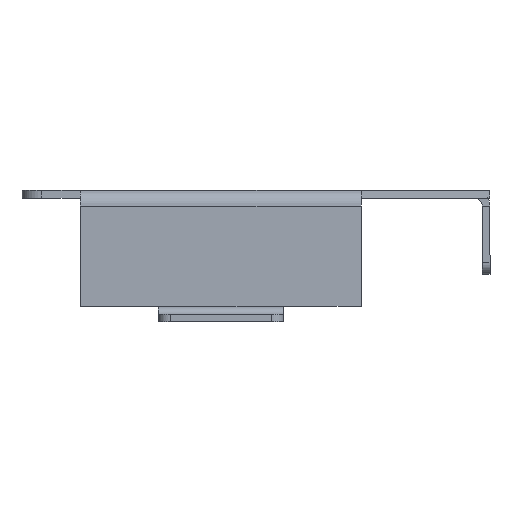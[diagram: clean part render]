
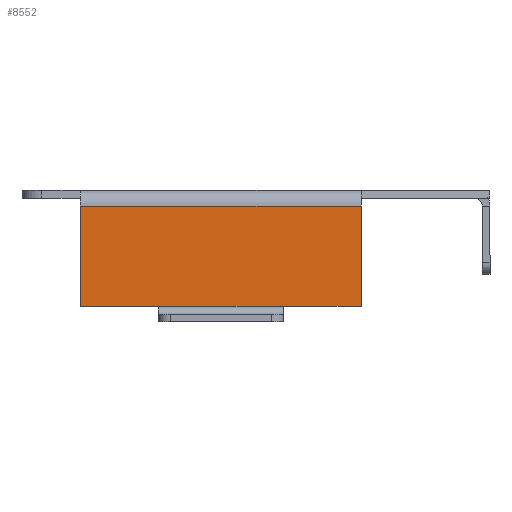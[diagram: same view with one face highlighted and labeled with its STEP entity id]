
A CAD part, left-side view. The second image highlights one B-rep face of the part: STEP entity #8552.
In plain terms, the highlighted planar face has unit normal (-1, 0, 0).
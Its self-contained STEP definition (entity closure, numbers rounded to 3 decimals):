
#36 = DIRECTION ( 'NONE',  ( 1., 0., 0. ) ) ;
#364 = LINE ( 'NONE', #5419, #4624 ) ;
#709 = LINE ( 'NONE', #14699, #10201 ) ;
#805 = ORIENTED_EDGE ( 'NONE', *, *, #4644, .T. ) ;
#901 = VERTEX_POINT ( 'NONE', #7131 ) ;
#1024 = PLANE ( 'NONE',  #14659 ) ;
#1028 = DIRECTION ( 'NONE',  ( 0., -1., 0. ) ) ;
#1957 = VECTOR ( 'NONE', #9452, 1000. ) ;
#2438 = FACE_OUTER_BOUND ( 'NONE', #4376, .T. ) ;
#3071 = ORIENTED_EDGE ( 'NONE', *, *, #8453, .T. ) ;
#3256 = ORIENTED_EDGE ( 'NONE', *, *, #9335, .T. ) ;
#3357 = LINE ( 'NONE', #14686, #7448 ) ;
#4120 = VERTEX_POINT ( 'NONE', #8437 ) ;
#4360 = CARTESIAN_POINT ( 'NONE',  ( -6.8, 1.6, -2.77 ) ) ;
#4376 = EDGE_LOOP ( 'NONE', ( #805, #6849, #9594, #3071, #13170, #3256 ) ) ;
#4447 = DIRECTION ( 'NONE',  ( 0., -1., 0. ) ) ;
#4548 = EDGE_CURVE ( 'NONE', #7517, #12466, #364, .T. ) ;
#4624 = VECTOR ( 'NONE', #13277, 1000. ) ;
#4644 = EDGE_CURVE ( 'NONE', #12481, #4120, #6061, .T. ) ;
#5358 = EDGE_CURVE ( 'NONE', #6374, #901, #10975, .T. ) ;
#5419 = CARTESIAN_POINT ( 'NONE',  ( -6.8, 3.6, -1.485 ) ) ;
#5919 = VECTOR ( 'NONE', #7391, 1000. ) ;
#6061 = LINE ( 'NONE', #13517, #5919 ) ;
#6374 = VERTEX_POINT ( 'NONE', #4360 ) ;
#6549 = EDGE_CURVE ( 'NONE', #12466, #4120, #3357, .T. ) ;
#6849 = ORIENTED_EDGE ( 'NONE', *, *, #6549, .F. ) ;
#7131 = CARTESIAN_POINT ( 'NONE',  ( -6.8, -1.6, -2.77 ) ) ;
#7204 = CARTESIAN_POINT ( 'NONE',  ( -6.8, -3.6, -2.77 ) ) ;
#7391 = DIRECTION ( 'NONE',  ( 0., 0., 1. ) ) ;
#7448 = VECTOR ( 'NONE', #4447, 1000. ) ;
#7517 = VERTEX_POINT ( 'NONE', #12633 ) ;
#7662 = CARTESIAN_POINT ( 'NONE',  ( -6.8, 5.1, 0. ) ) ;
#8250 = CARTESIAN_POINT ( 'NONE',  ( -6.8, 5.1, -2.77 ) ) ;
#8437 = CARTESIAN_POINT ( 'NONE',  ( -6.8, -3.6, -0.2 ) ) ;
#8453 = EDGE_CURVE ( 'NONE', #7517, #6374, #15514, .T. ) ;
#8552 = ADVANCED_FACE ( 'NONE', ( #2438 ), #1024, .F. ) ;
#8826 = VECTOR ( 'NONE', #1028, 1000. ) ;
#9291 = DIRECTION ( 'NONE',  ( 0., -1., 0. ) ) ;
#9335 = EDGE_CURVE ( 'NONE', #901, #12481, #709, .T. ) ;
#9452 = DIRECTION ( 'NONE',  ( 0., -1., 0. ) ) ;
#9594 = ORIENTED_EDGE ( 'NONE', *, *, #4548, .F. ) ;
#10201 = VECTOR ( 'NONE', #9291, 1000. ) ;
#10218 = DIRECTION ( 'NONE',  ( 0., 0., -1. ) ) ;
#10975 = LINE ( 'NONE', #12374, #8826 ) ;
#12374 = CARTESIAN_POINT ( 'NONE',  ( -6.8, 5.1, -2.77 ) ) ;
#12466 = VERTEX_POINT ( 'NONE', #13489 ) ;
#12481 = VERTEX_POINT ( 'NONE', #7204 ) ;
#12633 = CARTESIAN_POINT ( 'NONE',  ( -6.8, 3.6, -2.77 ) ) ;
#13170 = ORIENTED_EDGE ( 'NONE', *, *, #5358, .T. ) ;
#13277 = DIRECTION ( 'NONE',  ( 0., 0., 1. ) ) ;
#13489 = CARTESIAN_POINT ( 'NONE',  ( -6.8, 3.6, -0.2 ) ) ;
#13517 = CARTESIAN_POINT ( 'NONE',  ( -6.8, -3.6, 0. ) ) ;
#14659 = AXIS2_PLACEMENT_3D ( 'NONE', #7662, #36, #10218 ) ;
#14686 = CARTESIAN_POINT ( 'NONE',  ( -6.8, 5.1, -0.2 ) ) ;
#14699 = CARTESIAN_POINT ( 'NONE',  ( -6.8, 5.1, -2.77 ) ) ;
#15514 = LINE ( 'NONE', #8250, #1957 ) ;
